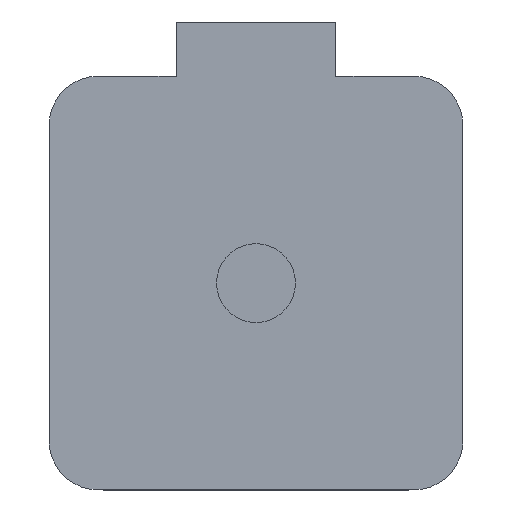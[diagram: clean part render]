
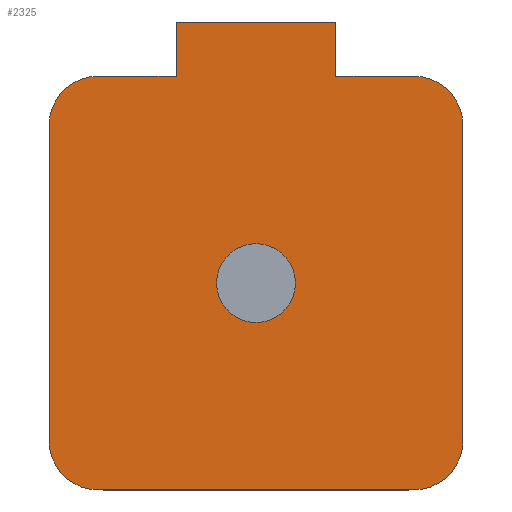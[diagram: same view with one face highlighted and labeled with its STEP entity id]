
A CAD part, front view. The second image highlights one B-rep face of the part: STEP entity #2325.
In plain terms, the highlighted planar face has unit normal (0, -1, 0).
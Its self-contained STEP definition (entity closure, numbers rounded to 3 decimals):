
#17 = AXIS2_PLACEMENT_3D ( 'NONE', #2181, #1978, #684 ) ;
#19 = VERTEX_POINT ( 'NONE', #1923 ) ;
#64 = VERTEX_POINT ( 'NONE', #1422 ) ;
#76 = DIRECTION ( 'NONE',  ( 0., 0., -1. ) ) ;
#102 = LINE ( 'NONE', #366, #234 ) ;
#153 = LINE ( 'NONE', #1413, #3049 ) ;
#154 = ORIENTED_EDGE ( 'NONE', *, *, #2452, .T. ) ;
#186 = VERTEX_POINT ( 'NONE', #2720 ) ;
#234 = VECTOR ( 'NONE', #1827, 1000. ) ;
#254 = CARTESIAN_POINT ( 'NONE',  ( -21., 0., 21. ) ) ;
#297 = ORIENTED_EDGE ( 'NONE', *, *, #2133, .F. ) ;
#341 = CIRCLE ( 'NONE', #2987, 4. ) ;
#358 = ORIENTED_EDGE ( 'NONE', *, *, #1536, .F. ) ;
#366 = CARTESIAN_POINT ( 'NONE',  ( -21., 0., -21. ) ) ;
#540 = EDGE_LOOP ( 'NONE', ( #1060, #2130 ) ) ;
#561 = CARTESIAN_POINT ( 'NONE',  ( -16., 0., 16. ) ) ;
#563 = VERTEX_POINT ( 'NONE', #1503 ) ;
#631 = CARTESIAN_POINT ( 'NONE',  ( -21., 0., 21. ) ) ;
#645 = EDGE_CURVE ( 'NONE', #2756, #1664, #102, .T. ) ;
#684 = DIRECTION ( 'NONE',  ( 0., 0., 1. ) ) ;
#700 = DIRECTION ( 'NONE',  ( 0., -1., 0. ) ) ;
#754 = DIRECTION ( 'NONE',  ( 0., 0., -1. ) ) ;
#798 = VECTOR ( 'NONE', #1384, 1000. ) ;
#892 = EDGE_LOOP ( 'NONE', ( #2486, #2272, #358, #2594, #2714, #2579, #297, #154, #2912, #1829, #932, #3215 ) ) ;
#903 = DIRECTION ( 'NONE',  ( 0., -1., 0. ) ) ;
#922 = DIRECTION ( 'NONE',  ( 0., 0., 1. ) ) ;
#932 = ORIENTED_EDGE ( 'NONE', *, *, #1140, .F. ) ;
#952 = CARTESIAN_POINT ( 'NONE',  ( 8.1, 0., 26.5 ) ) ;
#1012 = CARTESIAN_POINT ( 'NONE',  ( -21., 0., -16. ) ) ;
#1044 = CIRCLE ( 'NONE', #2738, 4. ) ;
#1059 = CARTESIAN_POINT ( 'NONE',  ( 21., 0., -21. ) ) ;
#1060 = ORIENTED_EDGE ( 'NONE', *, *, #1697, .F. ) ;
#1072 = VERTEX_POINT ( 'NONE', #1721 ) ;
#1119 = AXIS2_PLACEMENT_3D ( 'NONE', #2351, #1400, #922 ) ;
#1140 = EDGE_CURVE ( 'NONE', #2994, #1180, #3259, .T. ) ;
#1161 = DIRECTION ( 'NONE',  ( 1., 0., 0. ) ) ;
#1163 = LINE ( 'NONE', #952, #2865 ) ;
#1180 = VERTEX_POINT ( 'NONE', #1991 ) ;
#1227 = CIRCLE ( 'NONE', #2742, 5. ) ;
#1278 = VECTOR ( 'NONE', #1804, 1000. ) ;
#1324 = AXIS2_PLACEMENT_3D ( 'NONE', #561, #1567, #1866 ) ;
#1384 = DIRECTION ( 'NONE',  ( 1., 0., 0. ) ) ;
#1400 = DIRECTION ( 'NONE',  ( 0., -1., 0. ) ) ;
#1413 = CARTESIAN_POINT ( 'NONE',  ( -8.1, 0., 26.5 ) ) ;
#1422 = CARTESIAN_POINT ( 'NONE',  ( 16., 0., 21. ) ) ;
#1466 = CARTESIAN_POINT ( 'NONE',  ( 16., 0., -21. ) ) ;
#1480 = EDGE_CURVE ( 'NONE', #3069, #1072, #341, .T. ) ;
#1503 = CARTESIAN_POINT ( 'NONE',  ( 21., 0., -16. ) ) ;
#1536 = EDGE_CURVE ( 'NONE', #1869, #563, #2330, .T. ) ;
#1567 = DIRECTION ( 'NONE',  ( 0., -1., 0. ) ) ;
#1587 = LINE ( 'NONE', #631, #798 ) ;
#1598 = VECTOR ( 'NONE', #76, 1000. ) ;
#1602 = CARTESIAN_POINT ( 'NONE',  ( -8.1, 0., 21. ) ) ;
#1618 = CIRCLE ( 'NONE', #1119, 5. ) ;
#1633 = CARTESIAN_POINT ( 'NONE',  ( 16., 0., 16. ) ) ;
#1664 = VERTEX_POINT ( 'NONE', #2099 ) ;
#1697 = EDGE_CURVE ( 'NONE', #1072, #3069, #1044, .T. ) ;
#1718 = AXIS2_PLACEMENT_3D ( 'NONE', #1633, #1899, #2858 ) ;
#1721 = CARTESIAN_POINT ( 'NONE',  ( 0., 0., -4. ) ) ;
#1791 = DIRECTION ( 'NONE',  ( 0., 0., 1. ) ) ;
#1804 = DIRECTION ( 'NONE',  ( 1., 0., 0. ) ) ;
#1827 = DIRECTION ( 'NONE',  ( -1., 0., 0. ) ) ;
#1829 = ORIENTED_EDGE ( 'NONE', *, *, #3035, .T. ) ;
#1849 = VERTEX_POINT ( 'NONE', #3045 ) ;
#1866 = DIRECTION ( 'NONE',  ( 0., 0., 1. ) ) ;
#1869 = VERTEX_POINT ( 'NONE', #3026 ) ;
#1878 = CIRCLE ( 'NONE', #1718, 5. ) ;
#1899 = DIRECTION ( 'NONE',  ( 0., -1., 0. ) ) ;
#1908 = FACE_BOUND ( 'NONE', #540, .T. ) ;
#1916 = DIRECTION ( 'NONE',  ( 0., 0., -1. ) ) ;
#1923 = CARTESIAN_POINT ( 'NONE',  ( 8.1, 0., 21. ) ) ;
#1963 = PLANE ( 'NONE',  #17 ) ;
#1978 = DIRECTION ( 'NONE',  ( 0., 1., 0. ) ) ;
#1991 = CARTESIAN_POINT ( 'NONE',  ( -21., 0., 16. ) ) ;
#2022 = CARTESIAN_POINT ( 'NONE',  ( -21., 0., -21. ) ) ;
#2023 = EDGE_CURVE ( 'NONE', #1869, #64, #1878, .T. ) ;
#2072 = DIRECTION ( 'NONE',  ( 0., -1., 0. ) ) ;
#2083 = CARTESIAN_POINT ( 'NONE',  ( 0., 0., 4. ) ) ;
#2099 = CARTESIAN_POINT ( 'NONE',  ( -16., 0., -21. ) ) ;
#2130 = ORIENTED_EDGE ( 'NONE', *, *, #1480, .F. ) ;
#2133 = EDGE_CURVE ( 'NONE', #2859, #1849, #153, .T. ) ;
#2165 = EDGE_CURVE ( 'NONE', #2756, #563, #1618, .T. ) ;
#2181 = CARTESIAN_POINT ( 'NONE',  ( 0., 0., 0. ) ) ;
#2223 = CARTESIAN_POINT ( 'NONE',  ( -8.1, 0., 26.5 ) ) ;
#2272 = ORIENTED_EDGE ( 'NONE', *, *, #2165, .T. ) ;
#2325 = ADVANCED_FACE ( 'NONE', ( #1908, #2917 ), #1963, .F. ) ;
#2330 = LINE ( 'NONE', #1059, #1598 ) ;
#2351 = CARTESIAN_POINT ( 'NONE',  ( 16., 0., -16. ) ) ;
#2366 = VECTOR ( 'NONE', #1791, 1000. ) ;
#2452 = EDGE_CURVE ( 'NONE', #2859, #2663, #2705, .T. ) ;
#2460 = CARTESIAN_POINT ( 'NONE',  ( -8.1, 0., 26.5 ) ) ;
#2486 = ORIENTED_EDGE ( 'NONE', *, *, #645, .F. ) ;
#2532 = CARTESIAN_POINT ( 'NONE',  ( -16., 0., -16. ) ) ;
#2567 = EDGE_CURVE ( 'NONE', #2994, #1664, #1227, .T. ) ;
#2579 = ORIENTED_EDGE ( 'NONE', *, *, #3134, .F. ) ;
#2594 = ORIENTED_EDGE ( 'NONE', *, *, #2023, .T. ) ;
#2625 = CARTESIAN_POINT ( 'NONE',  ( 0., 0., 0. ) ) ;
#2663 = VERTEX_POINT ( 'NONE', #1602 ) ;
#2700 = CARTESIAN_POINT ( 'NONE',  ( 0., 0., 0. ) ) ;
#2705 = LINE ( 'NONE', #2460, #2752 ) ;
#2712 = EDGE_CURVE ( 'NONE', #19, #64, #1587, .T. ) ;
#2714 = ORIENTED_EDGE ( 'NONE', *, *, #2712, .F. ) ;
#2720 = CARTESIAN_POINT ( 'NONE',  ( -16., 0., 21. ) ) ;
#2738 = AXIS2_PLACEMENT_3D ( 'NONE', #2625, #903, #2911 ) ;
#2742 = AXIS2_PLACEMENT_3D ( 'NONE', #2532, #2072, #3065 ) ;
#2752 = VECTOR ( 'NONE', #754, 1000. ) ;
#2756 = VERTEX_POINT ( 'NONE', #1466 ) ;
#2763 = LINE ( 'NONE', #254, #1278 ) ;
#2858 = DIRECTION ( 'NONE',  ( 0., 0., 1. ) ) ;
#2859 = VERTEX_POINT ( 'NONE', #2223 ) ;
#2865 = VECTOR ( 'NONE', #1916, 1000. ) ;
#2911 = DIRECTION ( 'NONE',  ( 0., 0., -1. ) ) ;
#2912 = ORIENTED_EDGE ( 'NONE', *, *, #2954, .F. ) ;
#2917 = FACE_OUTER_BOUND ( 'NONE', #892, .T. ) ;
#2954 = EDGE_CURVE ( 'NONE', #186, #2663, #2763, .T. ) ;
#2987 = AXIS2_PLACEMENT_3D ( 'NONE', #2700, #700, #3002 ) ;
#2994 = VERTEX_POINT ( 'NONE', #1012 ) ;
#3002 = DIRECTION ( 'NONE',  ( 0., 0., -1. ) ) ;
#3012 = CIRCLE ( 'NONE', #1324, 5. ) ;
#3026 = CARTESIAN_POINT ( 'NONE',  ( 21., 0., 16. ) ) ;
#3035 = EDGE_CURVE ( 'NONE', #186, #1180, #3012, .T. ) ;
#3045 = CARTESIAN_POINT ( 'NONE',  ( 8.1, 0., 26.5 ) ) ;
#3049 = VECTOR ( 'NONE', #1161, 1000. ) ;
#3065 = DIRECTION ( 'NONE',  ( 0., 0., 1. ) ) ;
#3069 = VERTEX_POINT ( 'NONE', #2083 ) ;
#3134 = EDGE_CURVE ( 'NONE', #1849, #19, #1163, .T. ) ;
#3215 = ORIENTED_EDGE ( 'NONE', *, *, #2567, .T. ) ;
#3259 = LINE ( 'NONE', #2022, #2366 ) ;
